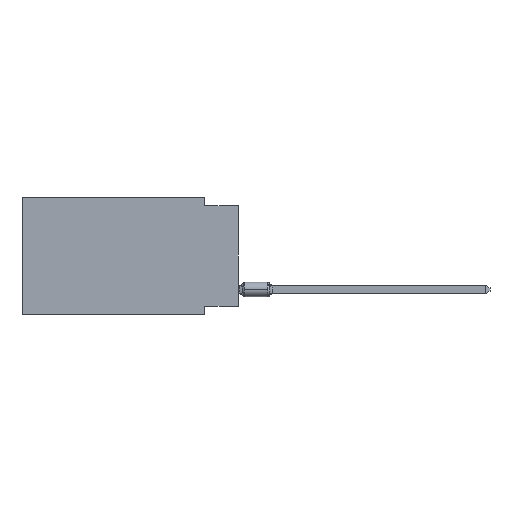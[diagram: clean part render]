
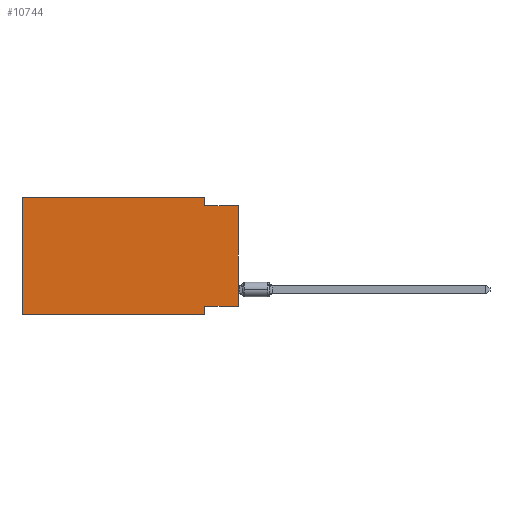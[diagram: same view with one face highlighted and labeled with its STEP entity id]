
A CAD part, left-side view. The second image highlights one B-rep face of the part: STEP entity #10744.
In plain terms, the highlighted planar face has unit normal (-1, 0, 0).
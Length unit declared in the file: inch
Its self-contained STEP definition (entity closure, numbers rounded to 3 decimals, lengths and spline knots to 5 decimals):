
#28 = EDGE_CURVE ( 'NONE', #7541, #13064, #6747, .T. ) ;
#123 = CARTESIAN_POINT ( 'NONE',  ( 0., 0., -0.325 ) ) ;
#428 = EDGE_CURVE ( 'NONE', #12025, #12930, #10821, .T. ) ;
#656 = DIRECTION ( 'NONE',  ( 0., 0., -1. ) ) ;
#729 = LINE ( 'NONE', #6916, #9797 ) ;
#949 = EDGE_CURVE ( 'NONE', #3430, #1942, #12038, .T. ) ;
#979 = CARTESIAN_POINT ( 'NONE',  ( 0., 0.645, -0.35 ) ) ;
#1092 = CARTESIAN_POINT ( 'NONE',  ( 0., 0.645, 0. ) ) ;
#1480 = DIRECTION ( 'NONE',  ( 0., 0., 1. ) ) ;
#1567 = VECTOR ( 'NONE', #10090, 39.37008 ) ;
#1607 = CARTESIAN_POINT ( 'NONE',  ( 0., 0.1, -0.35 ) ) ;
#1898 = DIRECTION ( 'NONE',  ( 0., 0., -1. ) ) ;
#1942 = VERTEX_POINT ( 'NONE', #4483 ) ;
#2116 = CARTESIAN_POINT ( 'NONE',  ( 0., 0.645, -0.35 ) ) ;
#2320 = CARTESIAN_POINT ( 'NONE',  ( 0., 0., -0.325 ) ) ;
#2595 = DIRECTION ( 'NONE',  ( 0., -1., 0. ) ) ;
#2597 = VECTOR ( 'NONE', #3054, 39.37008 ) ;
#3054 = DIRECTION ( 'NONE',  ( 0., -1., 0. ) ) ;
#3246 = CARTESIAN_POINT ( 'NONE',  ( 0., 0.1, -0.025 ) ) ;
#3323 = LINE ( 'NONE', #123, #10844 ) ;
#3430 = VERTEX_POINT ( 'NONE', #2320 ) ;
#3615 = CARTESIAN_POINT ( 'NONE',  ( 0., 0., -0.025 ) ) ;
#3729 = VECTOR ( 'NONE', #1480, 39.37008 ) ;
#4063 = DIRECTION ( 'NONE',  ( 1., 0., 0. ) ) ;
#4190 = DIRECTION ( 'NONE',  ( 0., 1., 0. ) ) ;
#4483 = CARTESIAN_POINT ( 'NONE',  ( 0., 0., -0.025 ) ) ;
#4646 = CARTESIAN_POINT ( 'NONE',  ( 0., 0.645, 0. ) ) ;
#4677 = CARTESIAN_POINT ( 'NONE',  ( 0., 0.645, 0. ) ) ;
#5206 = VERTEX_POINT ( 'NONE', #3246 ) ;
#5651 = VECTOR ( 'NONE', #5715, 39.37008 ) ;
#5656 = LINE ( 'NONE', #4646, #3729 ) ;
#5715 = DIRECTION ( 'NONE',  ( 0., 0., -1. ) ) ;
#6075 = PLANE ( 'NONE',  #6913 ) ;
#6747 = LINE ( 'NONE', #4677, #9311 ) ;
#6767 = ORIENTED_EDGE ( 'NONE', *, *, #8159, .F. ) ;
#6913 = AXIS2_PLACEMENT_3D ( 'NONE', #7001, #4063, #1898 ) ;
#6916 = CARTESIAN_POINT ( 'NONE',  ( 0., 0.1, 0. ) ) ;
#7001 = CARTESIAN_POINT ( 'NONE',  ( 0., 0.645, 0. ) ) ;
#7071 = FACE_OUTER_BOUND ( 'NONE', #10629, .T. ) ;
#7108 = ORIENTED_EDGE ( 'NONE', *, *, #28, .F. ) ;
#7366 = CARTESIAN_POINT ( 'NONE',  ( 0., 0.1, -0.35 ) ) ;
#7529 = EDGE_CURVE ( 'NONE', #12456, #12930, #8153, .T. ) ;
#7541 = VERTEX_POINT ( 'NONE', #1092 ) ;
#7985 = ORIENTED_EDGE ( 'NONE', *, *, #10807, .F. ) ;
#8153 = LINE ( 'NONE', #2116, #2597 ) ;
#8159 = EDGE_CURVE ( 'NONE', #13064, #5206, #729, .T. ) ;
#8821 = ORIENTED_EDGE ( 'NONE', *, *, #949, .T. ) ;
#9311 = VECTOR ( 'NONE', #9905, 39.37008 ) ;
#9439 = CARTESIAN_POINT ( 'NONE',  ( 0., 0.1, -0.325 ) ) ;
#9797 = VECTOR ( 'NONE', #656, 39.37008 ) ;
#9905 = DIRECTION ( 'NONE',  ( 0., -1., 0. ) ) ;
#9912 = LINE ( 'NONE', #3615, #11459 ) ;
#10022 = CARTESIAN_POINT ( 'NONE',  ( 0., 0., 0. ) ) ;
#10090 = DIRECTION ( 'NONE',  ( 0., 0., 1. ) ) ;
#10629 = EDGE_LOOP ( 'NONE', ( #8821, #13187, #6767, #7108, #7985, #12250, #11448, #11482 ) ) ;
#10744 = ADVANCED_FACE ( 'NONE', ( #7071 ), #6075, .F. ) ;
#10807 = EDGE_CURVE ( 'NONE', #12456, #7541, #5656, .T. ) ;
#10821 = LINE ( 'NONE', #1607, #5651 ) ;
#10844 = VECTOR ( 'NONE', #4190, 39.37008 ) ;
#11448 = ORIENTED_EDGE ( 'NONE', *, *, #428, .F. ) ;
#11459 = VECTOR ( 'NONE', #2595, 39.37008 ) ;
#11482 = ORIENTED_EDGE ( 'NONE', *, *, #13124, .F. ) ;
#11729 = EDGE_CURVE ( 'NONE', #5206, #1942, #9912, .T. ) ;
#12025 = VERTEX_POINT ( 'NONE', #9439 ) ;
#12038 = LINE ( 'NONE', #10022, #1567 ) ;
#12250 = ORIENTED_EDGE ( 'NONE', *, *, #7529, .T. ) ;
#12456 = VERTEX_POINT ( 'NONE', #979 ) ;
#12930 = VERTEX_POINT ( 'NONE', #7366 ) ;
#13064 = VERTEX_POINT ( 'NONE', #13204 ) ;
#13124 = EDGE_CURVE ( 'NONE', #3430, #12025, #3323, .T. ) ;
#13187 = ORIENTED_EDGE ( 'NONE', *, *, #11729, .F. ) ;
#13204 = CARTESIAN_POINT ( 'NONE',  ( 0., 0.1, 0. ) ) ;
